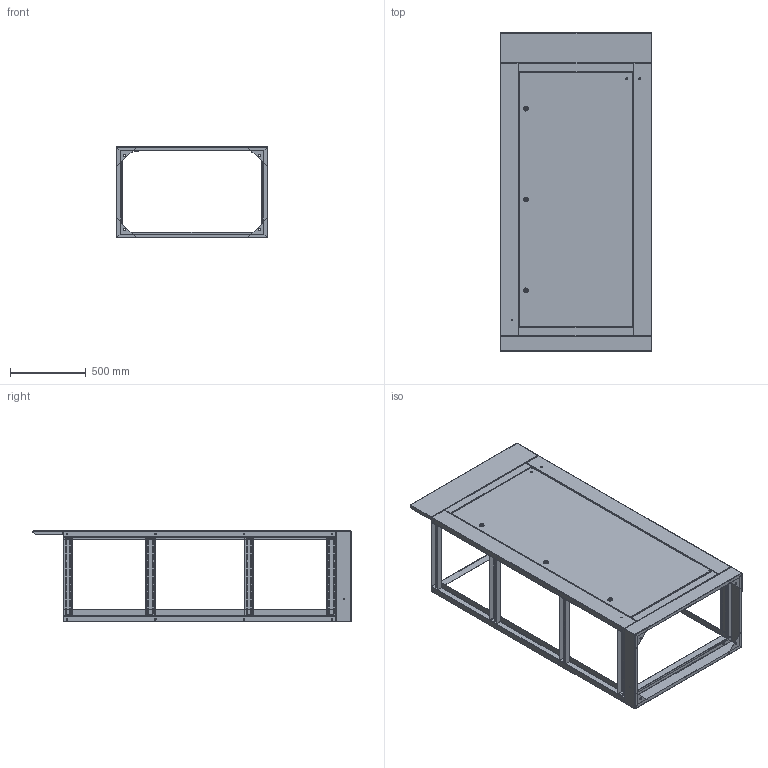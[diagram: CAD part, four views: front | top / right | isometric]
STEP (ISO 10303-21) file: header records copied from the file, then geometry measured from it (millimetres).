
FILE_DESCRIPTION (( 'STEP AP214' ), '1' );
FILE_NAME ('ÙÎ-70 UNIT 2000õ1000õ600.STEP', '2020-12-07T12:56:43', ( '' ), ( '' ), 'SwSTEP 2.0', 'SolidWorks 2019', '' );
FILE_SCHEMA (( 'AUTOMOTIVE_DESIGN' ));
Length unit declared in the file: millimetre
Products named in the file (26): hex nut gradec_din_Hexagon Nut ISO 4034 - M8 - N; ÌÈ-2122.01.01.000 Ðàìà ïåðåäíÿÿ ÑÁ; ÌÈ-2121.03.00.001 Øâåëëåð ïåðåäíèé 1000; hex flange nut_din_Hexagon Flange Nut DIN 6923 - M6 - N; Çàêëåïêà ãàå÷íàÿ Ì6 UNI 9203; ÌÈ-2121.00.00.001 Ïàíåëü ïðèáîðíàÿ_4110017; ÌÈ-556.05.00.003 Êîñûíêà; ÌÈ-2121.01.01.002 Øâåëëåð ïåðåäíèé; 昈-2122.01.00.000 忺謤僔 捘; ÙÎ-70 UNIT 2000õ1000õ600; ÌÈ-2121.03.00.000 ÑÁ Öîêîëü 1000õ600; ÌÈ-2122.01.02.000 Ðàìà çàäíÿÿ ÑÁ; Çàìîê áîëüøîé; pan head cross recess screw_din_DIN EN ISO 7045 - M6 x 16 - Z - 16C; ÌÈ-2122.01.02.001 Ñòîéêà çàäíÿÿ; ﾌﾈ-2122.02.00.000 ﾄ粢 ﾑﾁ; ÌÈ-2122.01.01.001 Ñòîéêà ïåðåäíÿÿ; ÌÈ-1035.01.00.001 Ðåéêà ìîíòàæíàÿ; hex screw gradeab_din_DIN EN 24017 - M8 x 16-N; ÌÈ-2121.01.02.002 Øâåëëåð çàäíèé; ﾌﾈ-2122.02.00.001 ﾄ粢; øïèëüêà îáìåäíåííàÿ Ì6õ12; pan head cross recess screw_din_ISO 7045 - M6 x 16 - Z --- 16N; shim-support ring_din_DIN 988-S8x14; Øïèëüêà Ì6õ12; ÌÈ-562.05.00.002 Øâåëëåð áîêîâîé 600
Assembly tree (126 placements, depth 4):
  ÙÎ-70 UNIT 2000õ1000õ600
    昈-2122.01.00.000 忺謤僔 捘
      ÌÈ-1035.01.00.001 Ðåéêà ìîíòàæíàÿ  x8
      ÌÈ-2122.01.02.000 Ðàìà çàäíÿÿ ÑÁ
        ÌÈ-2122.01.02.001 Ñòîéêà çàäíÿÿ  x2
        ÌÈ-2121.01.02.002 Øâåëëåð çàäíèé  x2
        Çàêëåïêà ãàå÷íàÿ Ì6 UNI 9203  x8
      ÌÈ-2122.01.01.000 Ðàìà ïåðåäíÿÿ ÑÁ
        ÌÈ-2121.01.01.002 Øâåëëåð ïåðåäíèé  x2
        ÌÈ-2122.01.01.001 Ñòîéêà ïåðåäíÿÿ  x2
        Øïèëüêà Ì6õ12  x2
        Çàêëåïêà ãàå÷íàÿ Ì6 UNI 9203  x8
      hex screw gradeab_din_DIN EN 24017 - M8 x 16-N  x16
      shim-support ring_din_DIN 988-S8x14  x16
      hex nut gradec_din_Hexagon Nut ISO 4034 - M8 - N  x16
    ﾌﾈ-2122.02.00.000 ﾄ粢 ﾑﾁ
      ﾌﾈ-2122.02.00.001 ﾄ粢
      Çàìîê áîëüøîé  x3
      Çàêëåïêà ãàå÷íàÿ Ì6 UNI 9203  x2
      Øïèëüêà Ì6õ12
    hex flange nut_din_Hexagon Flange Nut DIN 6923 - M6 - N  x5
    pan head cross recess screw_din_ISO 7045 - M6 x 16 - Z --- 16N  x2
    ÌÈ-2121.00.00.001 Ïàíåëü ïðèáîðíàÿ_4110017
    ÌÈ-2121.03.00.000 ÑÁ Öîêîëü 1000õ600
      ÌÈ-2121.03.00.001 Øâåëëåð ïåðåäíèé 1000  x2
      ÌÈ-562.05.00.002 Øâåëëåð áîêîâîé 600  x2
      ÌÈ-556.05.00.003 Êîñûíêà  x4
      øïèëüêà îáìåäíåííàÿ Ì6õ12
    pan head cross recess screw_din_DIN EN ISO 7045 - M6 x 16 - Z - 16C  x3
    hex screw gradeab_din_DIN EN 24017 - M8 x 16-N  x4
    shim-support ring_din_DIN 988-S8x14  x4
    hex nut gradec_din_Hexagon Nut ISO 4034 - M8 - N  x4
Bounding box: 1000 x 2100 x 605.3 mm (x, y, z)
Volume: 6284729.1 mm3; surface area: 8900237.3 mm2
Topology: 121 solids, 136 shells, 4265 faces, 9935 edges, 6042 vertices
Faces by surface type: plane 1750, cylinder 1466, cone 728, bspline 169, torus 142, sphere 10
Entity records: 31507 total; most frequent: CARTESIAN_POINT 8563, DIRECTION 4333, ORIENTED_EDGE 4056, EDGE_CURVE 2028, AXIS2_PLACEMENT_3D 1620, VERTEX_POINT 1243, VECTOR 1093, LINE 1093
